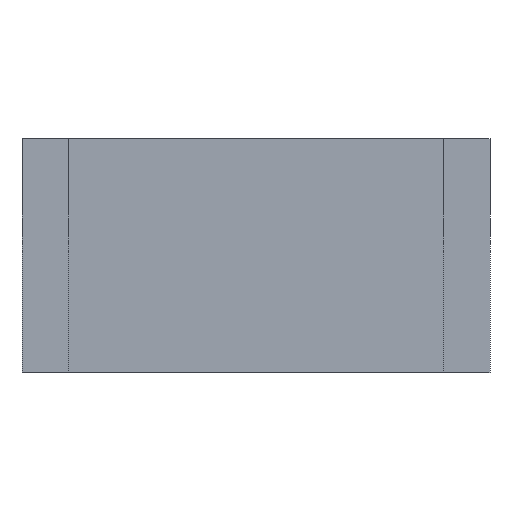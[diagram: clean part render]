
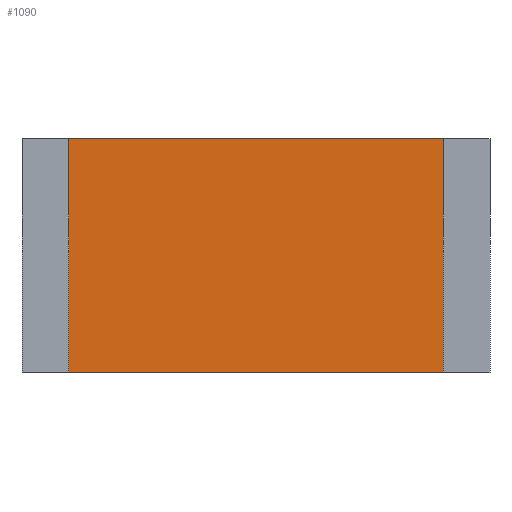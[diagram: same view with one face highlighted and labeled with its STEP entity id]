
A CAD part, front view. The second image highlights one B-rep face of the part: STEP entity #1090.
In plain terms, the highlighted planar face has unit normal (0, -1, 0).
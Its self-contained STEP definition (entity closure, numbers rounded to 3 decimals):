
#2 = EDGE_CURVE ( 'NONE', #369, #371, #787, .T. ) ;
#17 = DIRECTION ( 'NONE',  ( 0., 0., -1. ) ) ;
#19 = VERTEX_POINT ( 'NONE', #77 ) ;
#55 = ORIENTED_EDGE ( 'NONE', *, *, #2, .T. ) ;
#65 = LINE ( 'NONE', #397, #1176 ) ;
#77 = CARTESIAN_POINT ( 'NONE',  ( -2.467, 0.033, -1.25 ) ) ;
#109 = CARTESIAN_POINT ( 'NONE',  ( -2.467, 0.033, -6.22 ) ) ;
#259 = CARTESIAN_POINT ( 'NONE',  ( -2.467, 0.033, 1.25 ) ) ;
#295 = ORIENTED_EDGE ( 'NONE', *, *, #339, .F. ) ;
#300 = CARTESIAN_POINT ( 'NONE',  ( 2.467, 0.033, 1.25 ) ) ;
#305 = CARTESIAN_POINT ( 'NONE',  ( -2.467, 0.033, 1.25 ) ) ;
#317 = EDGE_LOOP ( 'NONE', ( #834, #609, #55, #295 ) ) ;
#339 = EDGE_CURVE ( 'NONE', #540, #371, #758, .T. ) ;
#369 = VERTEX_POINT ( 'NONE', #491 ) ;
#371 = VERTEX_POINT ( 'NONE', #300 ) ;
#397 = CARTESIAN_POINT ( 'NONE',  ( -2.467, 0.033, -1.25 ) ) ;
#425 = VECTOR ( 'NONE', #965, 1000. ) ;
#452 = FACE_OUTER_BOUND ( 'NONE', #317, .T. ) ;
#491 = CARTESIAN_POINT ( 'NONE',  ( 2.467, 0.033, -1.25 ) ) ;
#540 = VERTEX_POINT ( 'NONE', #259 ) ;
#609 = ORIENTED_EDGE ( 'NONE', *, *, #765, .T. ) ;
#662 = AXIS2_PLACEMENT_3D ( 'NONE', #109, #975, #17 ) ;
#679 = DIRECTION ( 'NONE',  ( 1., 0., 0. ) ) ;
#758 = LINE ( 'NONE', #305, #1147 ) ;
#765 = EDGE_CURVE ( 'NONE', #19, #369, #65, .T. ) ;
#772 = CARTESIAN_POINT ( 'NONE',  ( -2.467, 0.033, -6.22 ) ) ;
#783 = LINE ( 'NONE', #772, #425 ) ;
#787 = LINE ( 'NONE', #1198, #1019 ) ;
#834 = ORIENTED_EDGE ( 'NONE', *, *, #1071, .F. ) ;
#871 = PLANE ( 'NONE',  #662 ) ;
#931 = DIRECTION ( 'NONE',  ( 0., 0., 1. ) ) ;
#958 = DIRECTION ( 'NONE',  ( 1., 0., 0. ) ) ;
#965 = DIRECTION ( 'NONE',  ( 0., 0., 1. ) ) ;
#975 = DIRECTION ( 'NONE',  ( 0., -1., 0. ) ) ;
#1019 = VECTOR ( 'NONE', #931, 1000. ) ;
#1071 = EDGE_CURVE ( 'NONE', #19, #540, #783, .T. ) ;
#1090 = ADVANCED_FACE ( 'NONE', ( #452 ), #871, .T. ) ;
#1147 = VECTOR ( 'NONE', #679, 1000. ) ;
#1176 = VECTOR ( 'NONE', #958, 1000. ) ;
#1198 = CARTESIAN_POINT ( 'NONE',  ( 2.467, 0.033, -6.22 ) ) ;
